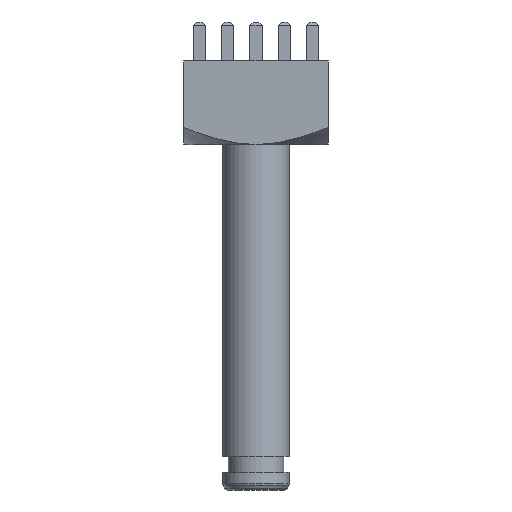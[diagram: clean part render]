
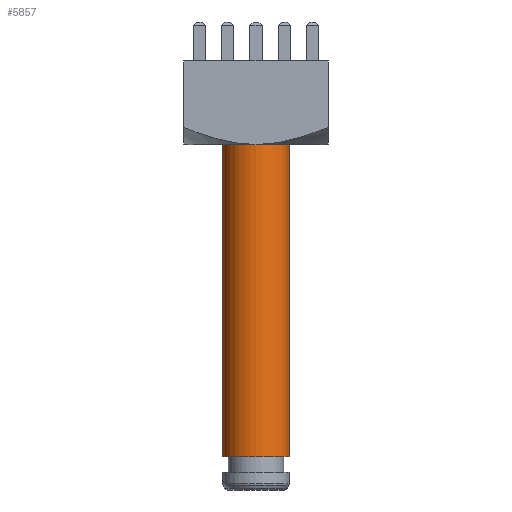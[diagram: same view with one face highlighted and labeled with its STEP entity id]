
A CAD part, front view. The second image highlights one B-rep face of the part: STEP entity #5857.
In plain terms, the highlighted cylindrical face has radius 3 mm (diameter 6 mm), a partial arc.
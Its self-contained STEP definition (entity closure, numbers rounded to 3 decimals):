
#580 = EDGE_LOOP ( 'NONE', ( #989, #988, #987, #986 ) ) ;
#937 = DIRECTION ( 'NONE',  ( 0., 0., 1. ) ) ;
#939 = FACE_OUTER_BOUND ( 'NONE', #580, .T. ) ;
#940 = CARTESIAN_POINT ( 'NONE',  ( 0., 0., -28. ) ) ;
#942 = CYLINDRICAL_SURFACE ( 'NONE', #3674, 3. ) ;
#943 = DIRECTION ( 'NONE',  ( 1., 0., 0. ) ) ;
#986 = ORIENTED_EDGE ( 'NONE', *, *, #5986, .T. ) ;
#987 = ORIENTED_EDGE ( 'NONE', *, *, #1584, .T. ) ;
#988 = ORIENTED_EDGE ( 'NONE', *, *, #1596, .F. ) ;
#989 = ORIENTED_EDGE ( 'NONE', *, *, #1597, .F. ) ;
#1468 = VECTOR ( 'NONE', #2745, 1000. ) ;
#1584 = EDGE_CURVE ( 'NONE', #2472, #2490, #2734, .T. ) ;
#1596 = EDGE_CURVE ( 'NONE', #2472, #2471, #3650, .T. ) ;
#1597 = EDGE_CURVE ( 'NONE', #2471, #2486, #2778, .T. ) ;
#2471 = VERTEX_POINT ( 'NONE', #2890 ) ;
#2472 = VERTEX_POINT ( 'NONE', #2891 ) ;
#2486 = VERTEX_POINT ( 'NONE', #2905 ) ;
#2490 = VERTEX_POINT ( 'NONE', #2909 ) ;
#2734 = LINE ( 'NONE', #2743, #1468 ) ;
#2743 = CARTESIAN_POINT ( 'NONE',  ( 3., 0., -28. ) ) ;
#2745 = DIRECTION ( 'NONE',  ( 0., 0., 1. ) ) ;
#2775 = CARTESIAN_POINT ( 'NONE',  ( -3., 0., -28. ) ) ;
#2778 = LINE ( 'NONE', #2775, #2950 ) ;
#2782 = CARTESIAN_POINT ( 'NONE',  ( 0., 0., -28. ) ) ;
#2783 = DIRECTION ( 'NONE',  ( 0., 0., -1. ) ) ;
#2784 = DIRECTION ( 'NONE',  ( -1., 0., 0. ) ) ;
#2785 = DIRECTION ( 'NONE',  ( 0., 0., 1. ) ) ;
#2890 = CARTESIAN_POINT ( 'NONE',  ( -3., 0., -28. ) ) ;
#2891 = CARTESIAN_POINT ( 'NONE',  ( 3., 0., -28. ) ) ;
#2905 = CARTESIAN_POINT ( 'NONE',  ( -3., 0., 0. ) ) ;
#2909 = CARTESIAN_POINT ( 'NONE',  ( 3., 0., 0. ) ) ;
#2948 = AXIS2_PLACEMENT_3D ( 'NONE', #2782, #2783, #2784 ) ;
#2950 = VECTOR ( 'NONE', #2785, 1000. ) ;
#3650 = CIRCLE ( 'NONE', #2948, 3. ) ;
#3674 = AXIS2_PLACEMENT_3D ( 'NONE', #940, #937, #943 ) ;
#3804 = CIRCLE ( 'NONE', #3807, 3. ) ;
#3807 = AXIS2_PLACEMENT_3D ( 'NONE', #5374, #5375, #5376 ) ;
#5374 = CARTESIAN_POINT ( 'NONE',  ( 0., 0., 0. ) ) ;
#5375 = DIRECTION ( 'NONE',  ( 0., 0., -1. ) ) ;
#5376 = DIRECTION ( 'NONE',  ( -1., 0., 0. ) ) ;
#5857 = ADVANCED_FACE ( 'NONE', ( #939 ), #942, .T. ) ;
#5986 = EDGE_CURVE ( 'NONE', #2490, #2486, #3804, .T. ) ;
